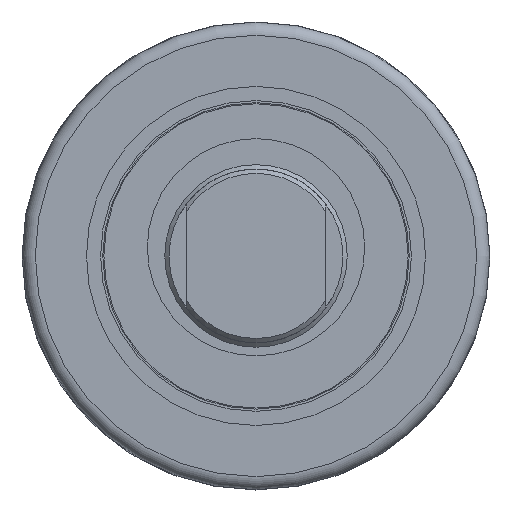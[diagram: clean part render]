
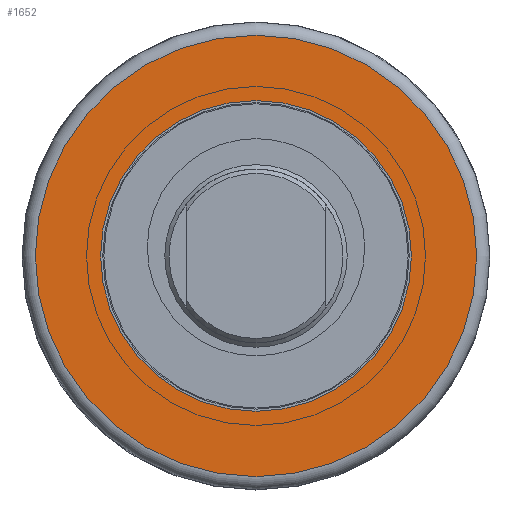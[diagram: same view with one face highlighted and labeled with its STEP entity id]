
A CAD part, left-side view. The second image highlights one B-rep face of the part: STEP entity #1652.
In plain terms, the highlighted planar face has unit normal (-1, 0, 0).
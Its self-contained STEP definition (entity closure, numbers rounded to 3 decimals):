
#86=FACE_BOUND('',#409,.T.);
#209=CIRCLE('',#1874,35.75);
#210=CIRCLE('',#1875,35.75);
#223=CIRCLE('',#1892,50.772);
#224=CIRCLE('',#1893,50.772);
#308=FACE_OUTER_BOUND('',#408,.T.);
#408=EDGE_LOOP('',(#1408,#1409));
#409=EDGE_LOOP('',(#1410,#1411));
#718=VERTEX_POINT('',#3048);
#719=VERTEX_POINT('',#3050);
#729=VERTEX_POINT('',#3106);
#730=VERTEX_POINT('',#3108);
#946=EDGE_CURVE('',#719,#718,#209,.T.);
#947=EDGE_CURVE('',#718,#719,#210,.T.);
#962=EDGE_CURVE('',#729,#730,#223,.T.);
#963=EDGE_CURVE('',#730,#729,#224,.T.);
#1408=ORIENTED_EDGE('',*,*,#963,.F.);
#1409=ORIENTED_EDGE('',*,*,#962,.F.);
#1410=ORIENTED_EDGE('',*,*,#946,.T.);
#1411=ORIENTED_EDGE('',*,*,#947,.T.);
#1480=PLANE('',#1894);
#1652=ADVANCED_FACE('',(#308,#86),#1480,.T.);
#1874=AXIS2_PLACEMENT_3D('',#3051,#2372,#2373);
#1875=AXIS2_PLACEMENT_3D('',#3052,#2374,#2375);
#1892=AXIS2_PLACEMENT_3D('',#3109,#2410,#2411);
#1893=AXIS2_PLACEMENT_3D('',#3110,#2412,#2413);
#1894=AXIS2_PLACEMENT_3D('',#3111,#2414,#2415);
#2372=DIRECTION('center_axis',(1.,0.,0.));
#2373=DIRECTION('ref_axis',(0.,1.,0.));
#2374=DIRECTION('center_axis',(1.,0.,0.));
#2375=DIRECTION('ref_axis',(0.,1.,0.));
#2410=DIRECTION('center_axis',(1.,0.,0.));
#2411=DIRECTION('ref_axis',(0.,1.,0.));
#2412=DIRECTION('center_axis',(1.,0.,0.));
#2413=DIRECTION('ref_axis',(0.,1.,0.));
#2414=DIRECTION('center_axis',(-1.,0.,0.));
#2415=DIRECTION('ref_axis',(0.,0.,-1.));
#3048=CARTESIAN_POINT('',(96.8,-38.75,0.));
#3050=CARTESIAN_POINT('',(96.8,32.75,0.));
#3051=CARTESIAN_POINT('Origin',(96.8,-3.,0.));
#3052=CARTESIAN_POINT('Origin',(96.8,-3.,0.));
#3106=CARTESIAN_POINT('',(96.8,-3.,-50.772));
#3108=CARTESIAN_POINT('',(96.8,-53.772,0.));
#3109=CARTESIAN_POINT('Origin',(96.8,-3.,0.));
#3110=CARTESIAN_POINT('Origin',(96.8,-3.,0.));
#3111=CARTESIAN_POINT('Origin',(96.8,-49.615,0.));
